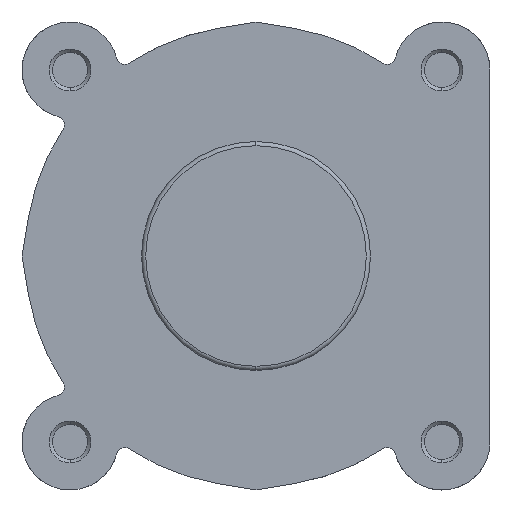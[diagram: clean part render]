
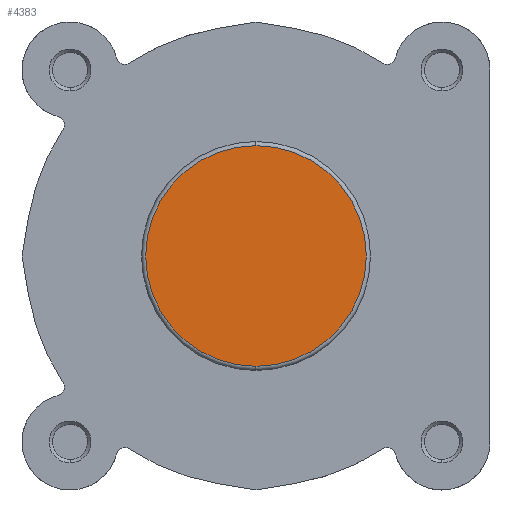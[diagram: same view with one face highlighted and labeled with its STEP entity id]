
A CAD part, left-side view. The second image highlights one B-rep face of the part: STEP entity #4383.
In plain terms, the highlighted planar face has unit normal (-1, 0, 0).
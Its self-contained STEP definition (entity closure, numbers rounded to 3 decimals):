
#382 = CARTESIAN_POINT ( 'NONE',  ( 0., 0., 0. ) ) ;
#383 = DIRECTION ( 'NONE',  ( -1., 0., 0. ) ) ;
#384 = DIRECTION ( 'NONE',  ( 0., 0., -1. ) ) ;
#1863 = CARTESIAN_POINT ( 'NONE',  ( 0., 0., -26.4 ) ) ;
#1864 = CARTESIAN_POINT ( 'NONE',  ( 0., 0., 26.4 ) ) ;
#2234 = ORIENTED_EDGE ( 'NONE', *, *, #3685, .T. ) ;
#2235 = ORIENTED_EDGE ( 'NONE', *, *, #3152, .T. ) ;
#3152 = EDGE_CURVE ( 'NONE', #7276, #7277, #3986, .T. ) ;
#3685 = EDGE_CURVE ( 'NONE', #7277, #7276, #5109, .T. ) ;
#3699 = AXIS2_PLACEMENT_3D ( 'NONE', #382, #383, #384 ) ;
#3986 = CIRCLE ( 'NONE', #3699, 26.4 ) ;
#3990 = EDGE_LOOP ( 'NONE', ( #2235, #2234 ) ) ;
#4383 = ADVANCED_FACE ( 'NONE', ( #5194 ), #6148, .F. ) ;
#5109 = CIRCLE ( 'NONE', #6780, 26.4 ) ;
#5194 = FACE_OUTER_BOUND ( 'NONE', #3990, .T. ) ;
#6000 = CARTESIAN_POINT ( 'NONE',  ( 0., 0., 0. ) ) ;
#6003 = DIRECTION ( 'NONE',  ( -1., 0., 0. ) ) ;
#6004 = DIRECTION ( 'NONE',  ( 0., 0., -1. ) ) ;
#6147 = CARTESIAN_POINT ( 'NONE',  ( 0., 27.4, 0. ) ) ;
#6148 = PLANE ( 'NONE',  #6821 ) ;
#6150 = DIRECTION ( 'NONE',  ( 1., 0., 0. ) ) ;
#6151 = DIRECTION ( 'NONE',  ( 0., 0., -1. ) ) ;
#6780 = AXIS2_PLACEMENT_3D ( 'NONE', #6000, #6003, #6004 ) ;
#6821 = AXIS2_PLACEMENT_3D ( 'NONE', #6147, #6150, #6151 ) ;
#7276 = VERTEX_POINT ( 'NONE', #1863 ) ;
#7277 = VERTEX_POINT ( 'NONE', #1864 ) ;
